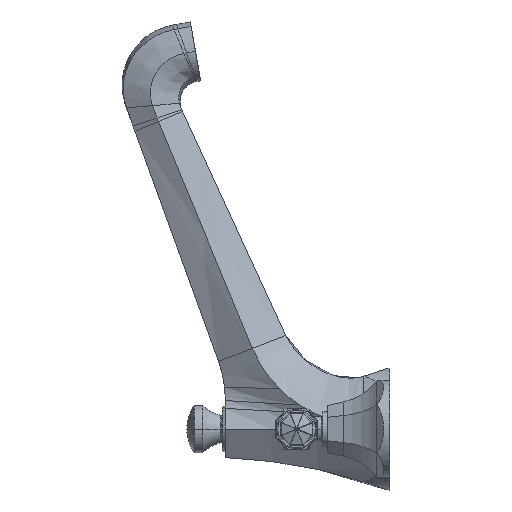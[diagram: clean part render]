
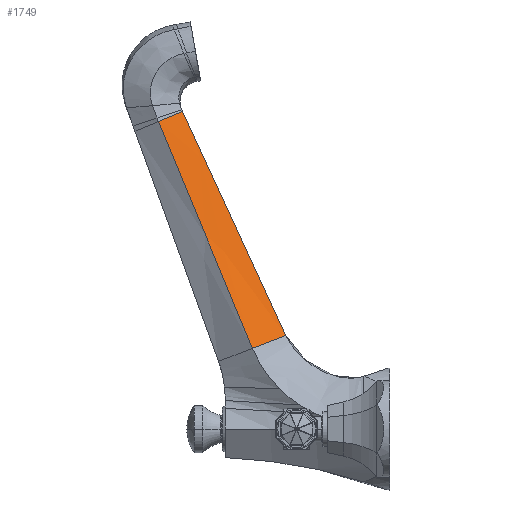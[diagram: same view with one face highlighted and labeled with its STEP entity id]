
A CAD part, left-side view. The second image highlights one B-rep face of the part: STEP entity #1749.
In plain terms, the highlighted free-form (B-spline) face has degree [3, 3] with [7, 8] control points.
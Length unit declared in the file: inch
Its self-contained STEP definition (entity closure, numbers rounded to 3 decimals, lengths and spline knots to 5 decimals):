
#13=CARTESIAN_POINT('',(-0.8486,3.37337,1.98075));
#14=CARTESIAN_POINT('',(-0.82459,3.47661,2.22991));
#15=CARTESIAN_POINT('',(-0.75769,3.79245,2.99221));
#16=CARTESIAN_POINT('',(-0.66602,4.41027,4.48336));
#17=CARTESIAN_POINT('',(-0.63584,5.07573,6.08948));
#18=CARTESIAN_POINT('',(-0.65618,5.52897,7.18341));
#19=CARTESIAN_POINT('',(-0.6675,5.68013,7.54826));
#21=DIRECTION('',(-0.416,0.84,-0.348));
#22=VECTOR('',#21,0.70295);
#23=CARTESIAN_POINT('',(-0.375,5.08961,7.79293));
#24=LINE('',#23,#22);
#25=CARTESIAN_POINT('',(-0.375,2.5548,2.29443));
#26=CARTESIAN_POINT('',(-0.375,2.67211,2.54649));
#27=CARTESIAN_POINT('',(-0.375,3.0236,3.3027));
#28=CARTESIAN_POINT('',(-0.375,3.70531,4.77517));
#29=CARTESIAN_POINT('',(-0.375,4.43295,6.35684));
#30=CARTESIAN_POINT('',(-0.375,4.92566,7.43386));
#31=CARTESIAN_POINT('',(-0.375,5.08961,7.79293));
#53=CARTESIAN_POINT('',(-0.8486,3.37337,1.98075));
#54=CARTESIAN_POINT('',(-0.69113,3.10031,2.08539));
#55=CARTESIAN_POINT('',(-0.53327,2.82746,2.18995));
#56=CARTESIAN_POINT('',(-0.375,2.5548,2.29443));
#1579=CARTESIAN_POINT('',(-0.375,5.08961,7.79293));
#1580=CARTESIAN_POINT('',(-0.6675,5.68013,7.54826));
#1581=VERTEX_POINT('',#1579);
#1582=VERTEX_POINT('',#1580);
#1613=CARTESIAN_POINT('',(-0.375,2.5548,2.29443));
#1614=VERTEX_POINT('',#1613);
#1616=VERTEX_POINT('',#53);
#1683=CARTESIAN_POINT('',(-0.375,2.5548,
2.29443));
#1684=CARTESIAN_POINT('',(-0.39262,2.58479,
2.28201));
#1685=CARTESIAN_POINT('',(-0.44547,2.67474,
2.24474));
#1686=CARTESIAN_POINT('',(-0.55119,2.85464,
2.1702));
#1687=CARTESIAN_POINT('',(-0.67451,3.06453,
2.08324));
#1688=CARTESIAN_POINT('',(-0.78023,3.24443,
2.0087));
#1689=CARTESIAN_POINT('',(-0.83308,3.33438,
1.97143));
#1690=CARTESIAN_POINT('',(-0.8507,3.36437,
1.95901));
#1691=CARTESIAN_POINT('',(-0.375,2.67211,
2.54649));
#1692=CARTESIAN_POINT('',(-0.3917,2.70168,
2.53423));
#1693=CARTESIAN_POINT('',(-0.44179,2.79041,
2.49744));
#1694=CARTESIAN_POINT('',(-0.54199,2.96785,
2.42387));
#1695=CARTESIAN_POINT('',(-0.65888,3.17486,
2.33803));
#1696=CARTESIAN_POINT('',(-0.75907,3.35231,
2.26446));
#1697=CARTESIAN_POINT('',(-0.80917,3.44103,
2.22767));
#1698=CARTESIAN_POINT('',(-0.82587,3.4706,
2.21541));
#1699=CARTESIAN_POINT('',(-0.375,3.0236,
3.3027));
#1700=CARTESIAN_POINT('',(-0.38919,3.05196,
3.29094));
#1701=CARTESIAN_POINT('',(-0.43176,3.13706,
3.25563));
#1702=CARTESIAN_POINT('',(-0.5169,3.30724,
3.18502));
#1703=CARTESIAN_POINT('',(-0.61623,3.5058,
3.10264));
#1704=CARTESIAN_POINT('',(-0.70138,3.67599,
3.03203));
#1705=CARTESIAN_POINT('',(-0.74395,3.76108,
2.99673));
#1706=CARTESIAN_POINT('',(-0.75814,3.78945,
2.98496));
#1707=CARTESIAN_POINT('',(-0.375,3.70531,
4.77517));
#1708=CARTESIAN_POINT('',(-0.38578,3.73142,
4.76436));
#1709=CARTESIAN_POINT('',(-0.41811,3.80975,
4.73194));
#1710=CARTESIAN_POINT('',(-0.48278,3.96641,
4.66709));
#1711=CARTESIAN_POINT('',(-0.55823,4.14917,
4.59144));
#1712=CARTESIAN_POINT('',(-0.62291,4.30583,
4.52659));
#1713=CARTESIAN_POINT('',(-0.65524,4.38416,
4.49416));
#1714=CARTESIAN_POINT('',(-0.66602,4.41027,
4.48336));
#1715=CARTESIAN_POINT('',(-0.375,4.43295,
6.35684));
#1716=CARTESIAN_POINT('',(-0.38466,4.45676,
6.34694));
#1717=CARTESIAN_POINT('',(-0.41364,4.52818,
6.31723));
#1718=CARTESIAN_POINT('',(-0.47161,4.67102,
6.25782));
#1719=CARTESIAN_POINT('',(-0.53923,4.83766,
6.1885));
#1720=CARTESIAN_POINT('',(-0.5972,4.9805,
6.12909));
#1721=CARTESIAN_POINT('',(-0.62618,5.05192,
6.09938));
#1722=CARTESIAN_POINT('',(-0.63584,5.07573,
6.08948));
#1723=CARTESIAN_POINT('',(-0.375,4.92566,
7.43386));
#1724=CARTESIAN_POINT('',(-0.38541,4.948,
7.42459));
#1725=CARTESIAN_POINT('',(-0.41666,5.01504,
7.39676));
#1726=CARTESIAN_POINT('',(-0.47914,5.14911,
7.3411));
#1727=CARTESIAN_POINT('',(-0.55204,5.30552,
7.27617));
#1728=CARTESIAN_POINT('',(-0.61452,5.43959,
7.22051));
#1729=CARTESIAN_POINT('',(-0.64576,5.50662,
7.19269));
#1730=CARTESIAN_POINT('',(-0.65618,5.52897,
7.18341));
#1731=CARTESIAN_POINT('',(-0.375,5.08961,
7.79293));
#1732=CARTESIAN_POINT('',(-0.38583,5.11148,
7.78387));
#1733=CARTESIAN_POINT('',(-0.41833,5.1771,
7.75668));
#1734=CARTESIAN_POINT('',(-0.48333,5.30832,
7.70231));
#1735=CARTESIAN_POINT('',(-0.55917,5.46142,
7.63888));
#1736=CARTESIAN_POINT('',(-0.62417,5.59265,
7.58451));
#1737=CARTESIAN_POINT('',(-0.65667,5.65826,
7.55732));
#1738=CARTESIAN_POINT('',(-0.6675,5.68014,
7.54826));
#1739=B_SPLINE_SURFACE_WITH_KNOTS('',3,3,((#1683,#1684,#1685,#1686,#1687,#1688,
#1689,#1690),(#1691,#1692,#1693,#1694,#1695,#1696,#1697,#1698),(#1699,#1700,
#1701,#1702,#1703,#1704,#1705,#1706),(#1707,#1708,#1709,#1710,#1711,#1712,#1713,
#1714),(#1715,#1716,#1717,#1718,#1719,#1720,#1721,#1722),(#1723,#1724,#1725,
#1726,#1727,#1728,#1729,#1730),(#1731,#1732,#1733,#1734,#1735,#1736,#1737,
#1738)),.UNSPECIFIED.,.F.,.F.,.F.,(4,1,1,1,4),(4,1,1,1,1,4),(0.,
0.13783,0.41349,0.8045,1.),(0.,
0.11111,0.33333,0.66667,0.88889,
1.),.UNSPECIFIED.);
#1741=ORIENTED_EDGE('',*,*,#1740,.F.);
#1743=ORIENTED_EDGE('',*,*,#1742,.T.);
#1744=ORIENTED_EDGE('',*,*,#1672,.F.);
#1746=ORIENTED_EDGE('',*,*,#1745,.F.);
#1747=EDGE_LOOP('',(#1741,#1743,#1744,#1746));
#1748=FACE_OUTER_BOUND('',#1747,.F.);
#1749=ADVANCED_FACE('',(#1748),#1739,.T.);
#20=B_SPLINE_CURVE_WITH_KNOTS('',3,(#13,#14,#15,#16,#17,#18,#19),.UNSPECIFIED.,
.F.,.F.,(4,1,1,1,4),(0.,0.13446,0.4112,0.80373,
1.),.UNSPECIFIED.);
#32=B_SPLINE_CURVE_WITH_KNOTS('',3,(#25,#26,#27,#28,#29,#30,#31),.UNSPECIFIED.,
.F.,.F.,(4,1,1,1,4),(0.,0.13783,0.41349,0.8045,
1.),.UNSPECIFIED.);
#57=B_SPLINE_CURVE_WITH_KNOTS('',3,(#53,#54,#55,#56),.UNSPECIFIED.,.F.,.F.,(4,
4),(0.,1.),.UNSPECIFIED.);
#1672=EDGE_CURVE('',#1581,#1582,#24,.T.);
#1740=EDGE_CURVE('',#1616,#1614,#57,.T.);
#1742=EDGE_CURVE('',#1616,#1582,#20,.T.);
#1745=EDGE_CURVE('',#1614,#1581,#32,.T.);
